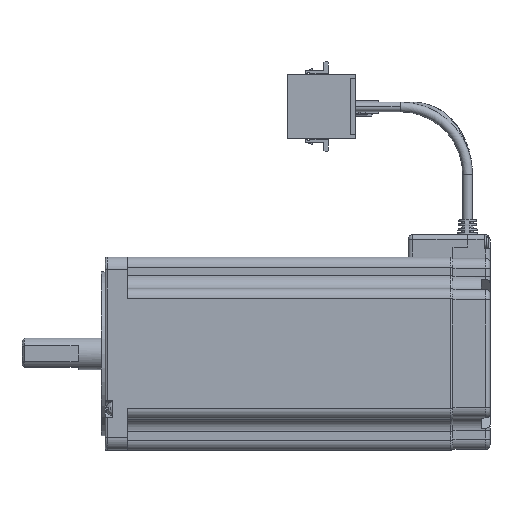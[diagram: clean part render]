
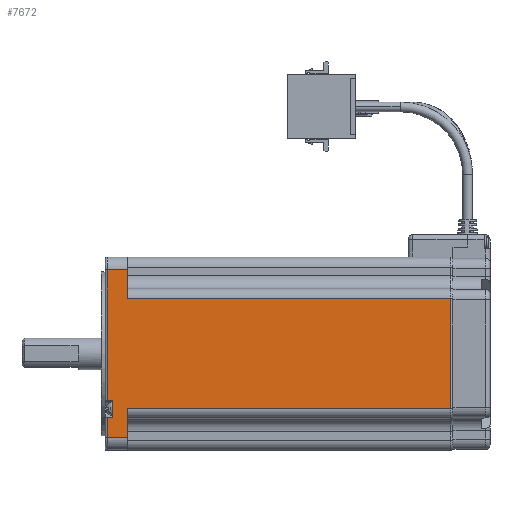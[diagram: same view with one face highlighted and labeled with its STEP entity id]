
A CAD part, top view. The second image highlights one B-rep face of the part: STEP entity #7672.
In plain terms, the highlighted face is planar.
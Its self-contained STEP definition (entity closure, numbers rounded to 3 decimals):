
#491 = VECTOR ( 'NONE', #25209, 1000. ) ;
#577 = DIRECTION ( 'NONE',  ( 0., 0., -1. ) ) ;
#649 = VERTEX_POINT ( 'NONE', #5770 ) ;
#700 = CARTESIAN_POINT ( 'NONE',  ( -119.958, 164.16, -1. ) ) ;
#710 = CARTESIAN_POINT ( 'NONE',  ( -119.958, 106.16, 0. ) ) ;
#761 = CARTESIAN_POINT ( 'NONE',  ( -119.958, 180.76, 0. ) ) ;
#1140 = CARTESIAN_POINT ( 'NONE',  ( -119.958, 100.46, -154. ) ) ;
#1510 = VERTEX_POINT ( 'NONE', #700 ) ;
#2250 = LINE ( 'NONE', #9371, #23466 ) ;
#2275 = CARTESIAN_POINT ( 'NONE',  ( -119.958, 187.155, -10. ) ) ;
#3207 = CARTESIAN_POINT ( 'NONE',  ( -119.958, 106.16, -10. ) ) ;
#3241 = CARTESIAN_POINT ( 'NONE',  ( -119.958, 100.46, 0. ) ) ;
#3801 = CARTESIAN_POINT ( 'NONE',  ( -119.958, 100.46, -1. ) ) ;
#4034 = ORIENTED_EDGE ( 'NONE', *, *, #4079, .T. ) ;
#4079 = EDGE_CURVE ( 'NONE', #19004, #21472, #7951, .T. ) ;
#4198 = ORIENTED_EDGE ( 'NONE', *, *, #6879, .T. ) ;
#4285 = DIRECTION ( 'NONE',  ( 0., 1., 0. ) ) ;
#4567 = VECTOR ( 'NONE', #10707, 1000. ) ;
#4596 = DIRECTION ( 'NONE',  ( 0., 0., 1. ) ) ;
#5011 = VECTOR ( 'NONE', #4285, 1000. ) ;
#5334 = LINE ( 'NONE', #3801, #10620 ) ;
#5414 = ORIENTED_EDGE ( 'NONE', *, *, #24620, .F. ) ;
#5770 = CARTESIAN_POINT ( 'NONE',  ( -119.958, 180.76, -10. ) ) ;
#6484 = VECTOR ( 'NONE', #577, 1000. ) ;
#6879 = EDGE_CURVE ( 'NONE', #24573, #14773, #13103, .T. ) ;
#6982 = EDGE_CURVE ( 'NONE', #25071, #1510, #5334, .T. ) ;
#7261 = CARTESIAN_POINT ( 'NONE',  ( -119.958, 168.06, -154. ) ) ;
#7313 = EDGE_CURVE ( 'NONE', #13274, #11131, #13379, .T. ) ;
#7340 = LINE ( 'NONE', #761, #22604 ) ;
#7672 = ADVANCED_FACE ( 'NONE', ( #25833 ), #9225, .T. ) ;
#7951 = LINE ( 'NONE', #23280, #12612 ) ;
#8901 = DIRECTION ( 'NONE',  ( 0., 0., 1. ) ) ;
#8985 = ORIENTED_EDGE ( 'NONE', *, *, #9122, .T. ) ;
#9122 = EDGE_CURVE ( 'NONE', #21028, #25071, #20462, .T. ) ;
#9225 = PLANE ( 'NONE',  #10470 ) ;
#9233 = EDGE_CURVE ( 'NONE', #13890, #13274, #23264, .T. ) ;
#9371 = CARTESIAN_POINT ( 'NONE',  ( -119.958, 100.46, -10. ) ) ;
#9528 = ORIENTED_EDGE ( 'NONE', *, *, #19062, .T. ) ;
#9683 = VECTOR ( 'NONE', #14020, 1000. ) ;
#9712 = EDGE_CURVE ( 'NONE', #649, #21472, #7340, .T. ) ;
#10103 = CARTESIAN_POINT ( 'NONE',  ( -119.958, 100.46, -3.5 ) ) ;
#10277 = LINE ( 'NONE', #2275, #5011 ) ;
#10470 = AXIS2_PLACEMENT_3D ( 'NONE', #3241, #23171, #11241 ) ;
#10620 = VECTOR ( 'NONE', #25653, 1000. ) ;
#10707 = DIRECTION ( 'NONE',  ( 0., 0., 1. ) ) ;
#11131 = VERTEX_POINT ( 'NONE', #11925 ) ;
#11241 = DIRECTION ( 'NONE',  ( 0., 0., 1. ) ) ;
#11887 = ORIENTED_EDGE ( 'NONE', *, *, #25746, .T. ) ;
#11925 = CARTESIAN_POINT ( 'NONE',  ( -119.958, 118.86, -10. ) ) ;
#12017 = VECTOR ( 'NONE', #15050, 1000. ) ;
#12409 = ORIENTED_EDGE ( 'NONE', *, *, #22797, .T. ) ;
#12612 = VECTOR ( 'NONE', #17346, 1000. ) ;
#13103 = LINE ( 'NONE', #10103, #9683 ) ;
#13239 = CARTESIAN_POINT ( 'NONE',  ( -119.958, 164.16, 0. ) ) ;
#13274 = VERTEX_POINT ( 'NONE', #16687 ) ;
#13379 = LINE ( 'NONE', #22846, #18047 ) ;
#13890 = VERTEX_POINT ( 'NONE', #7261 ) ;
#14020 = DIRECTION ( 'NONE',  ( 0., 1., 0. ) ) ;
#14383 = ORIENTED_EDGE ( 'NONE', *, *, #20523, .T. ) ;
#14562 = CARTESIAN_POINT ( 'NONE',  ( -119.958, 180.76, -1. ) ) ;
#14773 = VERTEX_POINT ( 'NONE', #16758 ) ;
#15050 = DIRECTION ( 'NONE',  ( 0., -1., 0. ) ) ;
#15547 = ORIENTED_EDGE ( 'NONE', *, *, #9712, .F. ) ;
#15644 = CARTESIAN_POINT ( 'NONE',  ( -119.958, 168.06, -10. ) ) ;
#15741 = LINE ( 'NONE', #13239, #491 ) ;
#16330 = CARTESIAN_POINT ( 'NONE',  ( -119.958, 171.76, -1. ) ) ;
#16461 = VECTOR ( 'NONE', #4596, 1000. ) ;
#16687 = CARTESIAN_POINT ( 'NONE',  ( -119.958, 118.86, -154. ) ) ;
#16758 = CARTESIAN_POINT ( 'NONE',  ( -119.958, 171.76, -3.5 ) ) ;
#17077 = LINE ( 'NONE', #20522, #6484 ) ;
#17346 = DIRECTION ( 'NONE',  ( 0., 1., 0. ) ) ;
#18047 = VECTOR ( 'NONE', #8901, 1000. ) ;
#18514 = CARTESIAN_POINT ( 'NONE',  ( -119.958, 171.76, 0. ) ) ;
#19004 = VERTEX_POINT ( 'NONE', #16330 ) ;
#19062 = EDGE_CURVE ( 'NONE', #14773, #19004, #21750, .T. ) ;
#19155 = EDGE_LOOP ( 'NONE', ( #11887, #21714, #24639, #12409, #8985, #24147, #14383, #4198, #9528, #4034, #15547, #5414 ) ) ;
#20295 = CARTESIAN_POINT ( 'NONE',  ( -119.958, 106.16, -1. ) ) ;
#20462 = LINE ( 'NONE', #710, #4567 ) ;
#20522 = CARTESIAN_POINT ( 'NONE',  ( -119.958, 168.06, 0. ) ) ;
#20523 = EDGE_CURVE ( 'NONE', #1510, #24573, #15741, .T. ) ;
#20545 = DIRECTION ( 'NONE',  ( 0., 0., 1. ) ) ;
#21028 = VERTEX_POINT ( 'NONE', #3207 ) ;
#21472 = VERTEX_POINT ( 'NONE', #14562 ) ;
#21714 = ORIENTED_EDGE ( 'NONE', *, *, #9233, .T. ) ;
#21750 = LINE ( 'NONE', #18514, #16461 ) ;
#22604 = VECTOR ( 'NONE', #20545, 1000. ) ;
#22797 = EDGE_CURVE ( 'NONE', #11131, #21028, #2250, .T. ) ;
#22846 = CARTESIAN_POINT ( 'NONE',  ( -119.958, 118.86, 0. ) ) ;
#23171 = DIRECTION ( 'NONE',  ( -1., 0., 0. ) ) ;
#23264 = LINE ( 'NONE', #1140, #12017 ) ;
#23280 = CARTESIAN_POINT ( 'NONE',  ( -119.958, 100.46, -1. ) ) ;
#23319 = DIRECTION ( 'NONE',  ( 0., -1., 0. ) ) ;
#23466 = VECTOR ( 'NONE', #23319, 1000. ) ;
#23791 = CARTESIAN_POINT ( 'NONE',  ( -119.958, 164.16, -3.5 ) ) ;
#24147 = ORIENTED_EDGE ( 'NONE', *, *, #6982, .T. ) ;
#24573 = VERTEX_POINT ( 'NONE', #23791 ) ;
#24620 = EDGE_CURVE ( 'NONE', #25472, #649, #10277, .T. ) ;
#24639 = ORIENTED_EDGE ( 'NONE', *, *, #7313, .T. ) ;
#25071 = VERTEX_POINT ( 'NONE', #20295 ) ;
#25209 = DIRECTION ( 'NONE',  ( 0., 0., -1. ) ) ;
#25472 = VERTEX_POINT ( 'NONE', #15644 ) ;
#25653 = DIRECTION ( 'NONE',  ( 0., 1., 0. ) ) ;
#25746 = EDGE_CURVE ( 'NONE', #25472, #13890, #17077, .T. ) ;
#25833 = FACE_OUTER_BOUND ( 'NONE', #19155, .T. ) ;
